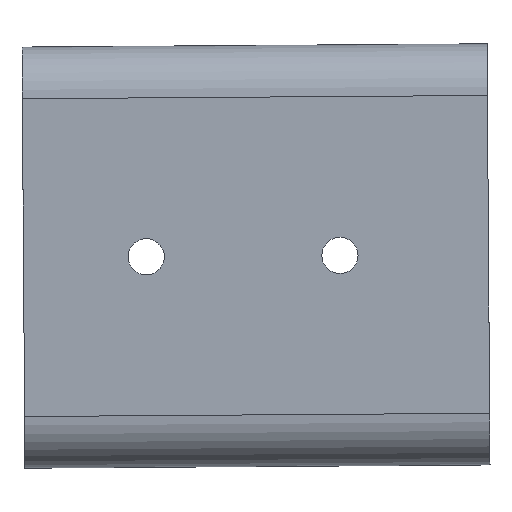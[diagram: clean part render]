
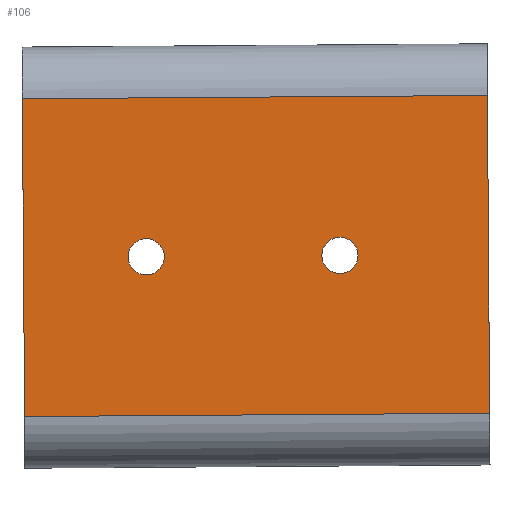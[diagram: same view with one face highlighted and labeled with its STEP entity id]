
A CAD part, left-side view. The second image highlights one B-rep face of the part: STEP entity #106.
In plain terms, the highlighted planar face has unit normal (-1, 0, 0).
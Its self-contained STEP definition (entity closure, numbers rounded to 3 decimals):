
#53=FACE_BOUND('',#145,.T.);
#54=FACE_BOUND('',#146,.T.);
#55=FACE_BOUND('',#147,.T.);
#106=ADVANCED_FACE('',(#53,#54,#55),#126,.T.);
#126=PLANE('',#442);
#145=EDGE_LOOP('',(#219));
#146=EDGE_LOOP('',(#220));
#147=EDGE_LOOP('',(#221,#222,#223,#224));
#191=CIRCLE('',#440,0.7);
#192=CIRCLE('',#441,0.7);
#219=ORIENTED_EDGE('',*,*,#357,.T.);
#220=ORIENTED_EDGE('',*,*,#358,.T.);
#221=ORIENTED_EDGE('',*,*,#359,.T.);
#222=ORIENTED_EDGE('',*,*,#360,.T.);
#223=ORIENTED_EDGE('',*,*,#361,.T.);
#224=ORIENTED_EDGE('',*,*,#362,.T.);
#319=VERTEX_POINT('',#821);
#320=VERTEX_POINT('',#823);
#321=VERTEX_POINT('',#825);
#322=VERTEX_POINT('',#826);
#323=VERTEX_POINT('',#828);
#324=VERTEX_POINT('',#830);
#357=EDGE_CURVE('',#319,#319,#191,.T.);
#358=EDGE_CURVE('',#320,#320,#192,.T.);
#359=EDGE_CURVE('',#321,#322,#401,.T.);
#360=EDGE_CURVE('',#322,#323,#402,.T.);
#361=EDGE_CURVE('',#323,#324,#403,.T.);
#362=EDGE_CURVE('',#324,#321,#404,.T.);
#401=LINE('',#824,#419);
#402=LINE('',#827,#420);
#403=LINE('',#829,#421);
#404=LINE('',#831,#422);
#419=VECTOR('',#497,1.);
#420=VECTOR('',#498,1.);
#421=VECTOR('',#499,1.);
#422=VECTOR('',#500,1.);
#440=AXIS2_PLACEMENT_3D('',#820,#493,#494);
#441=AXIS2_PLACEMENT_3D('',#822,#495,#496);
#442=AXIS2_PLACEMENT_3D('',#832,#501,#502);
#493=DIRECTION('',(1.,0.,0.));
#494=DIRECTION('',(0.,1.,0.));
#495=DIRECTION('',(1.,0.,0.));
#496=DIRECTION('',(0.,1.,0.));
#497=DIRECTION('',(0.,-0.007,-1.));
#498=DIRECTION('',(0.,-1.,0.007));
#499=DIRECTION('',(0.,0.007,1.));
#500=DIRECTION('',(0.,1.,-0.007));
#501=DIRECTION('',(-1.,0.,0.));
#502=DIRECTION('',(0.,-0.007,-1.));
#820=CARTESIAN_POINT('',(-11.113,-3.933,5.162));
#821=CARTESIAN_POINT('',(-11.113,-3.233,5.162));
#822=CARTESIAN_POINT('',(-11.113,3.567,5.109));
#823=CARTESIAN_POINT('',(-11.113,4.267,5.109));
#824=CARTESIAN_POINT('',(-11.113,8.326,6.326));
#825=CARTESIAN_POINT('',(-11.113,8.36,11.226));
#826=CARTESIAN_POINT('',(-11.113,8.274,-1.074));
#827=CARTESIAN_POINT('',(-11.113,-0.726,-1.011));
#828=CARTESIAN_POINT('',(-11.113,-9.726,-0.948));
#829=CARTESIAN_POINT('',(-11.113,-9.74,-3.048));
#830=CARTESIAN_POINT('',(-11.113,-9.64,11.352));
#831=CARTESIAN_POINT('',(-11.113,-0.64,11.289));
#832=CARTESIAN_POINT('',(-11.113,-0.683,5.139));
